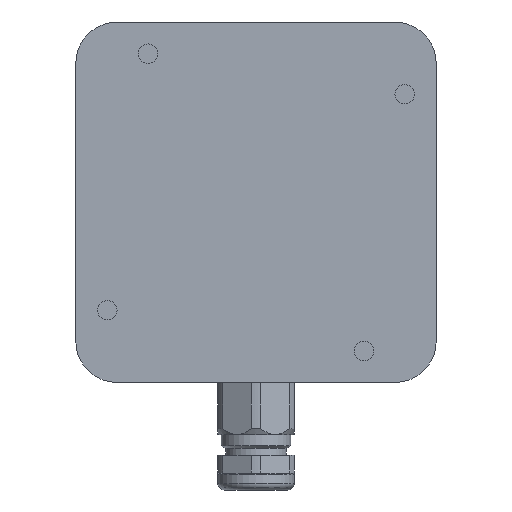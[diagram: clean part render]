
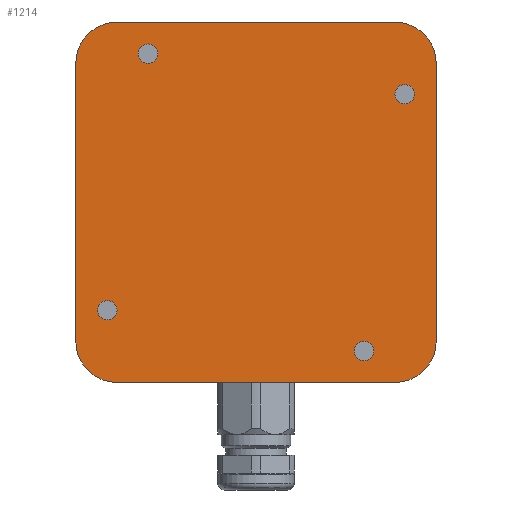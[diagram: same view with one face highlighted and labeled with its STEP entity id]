
A CAD part, front view. The second image highlights one B-rep face of the part: STEP entity #1214.
In plain terms, the highlighted planar face has unit normal (0, -1, 0).
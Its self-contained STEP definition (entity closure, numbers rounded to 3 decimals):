
#2=CARTESIAN_POINT('',(-20.,0.,20.));
#3=DIRECTION('',(0.,-1.,0.));
#4=DIRECTION('',(0.,0.,1.));
#5=AXIS2_PLACEMENT_3D('',#2,#3,#4);
#7=DIRECTION('',(1.,0.,0.));
#8=VECTOR('',#7,40.);
#9=CARTESIAN_POINT('',(-20.,0.,26.));
#10=LINE('',#9,#8);
#11=CARTESIAN_POINT('',(20.,0.,20.));
#12=DIRECTION('',(0.,-1.,0.));
#13=DIRECTION('',(1.,0.,0.));
#14=AXIS2_PLACEMENT_3D('',#11,#12,#13);
#16=DIRECTION('',(0.,0.,-1.));
#17=VECTOR('',#16,40.);
#18=CARTESIAN_POINT('',(26.,0.,20.));
#19=LINE('',#18,#17);
#20=CARTESIAN_POINT('',(20.,0.,-20.));
#21=DIRECTION('',(0.,-1.,0.));
#22=DIRECTION('',(0.,0.,-1.));
#23=AXIS2_PLACEMENT_3D('',#20,#21,#22);
#25=DIRECTION('',(-1.,0.,0.));
#26=VECTOR('',#25,40.);
#27=CARTESIAN_POINT('',(20.,0.,-26.));
#28=LINE('',#27,#26);
#29=CARTESIAN_POINT('',(-20.,0.,-20.));
#30=DIRECTION('',(0.,-1.,0.));
#31=DIRECTION('',(-1.,0.,0.));
#32=AXIS2_PLACEMENT_3D('',#29,#30,#31);
#34=DIRECTION('',(0.,0.,1.));
#35=VECTOR('',#34,40.);
#36=CARTESIAN_POINT('',(-26.,0.,-20.));
#37=LINE('',#36,#35);
#38=CARTESIAN_POINT('',(-21.439,0.,-15.576));
#39=DIRECTION('',(0.,1.,0.));
#40=DIRECTION('',(1.,0.,0.));
#41=AXIS2_PLACEMENT_3D('',#38,#39,#40);
#43=CARTESIAN_POINT('',(-21.439,0.,-15.576));
#44=DIRECTION('',(0.,1.,0.));
#45=DIRECTION('',(-1.,0.,0.));
#46=AXIS2_PLACEMENT_3D('',#43,#44,#45);
#48=CARTESIAN_POINT('',(-15.576,0.,21.439));
#49=DIRECTION('',(0.,1.,0.));
#50=DIRECTION('',(0.,0.,-1.));
#51=AXIS2_PLACEMENT_3D('',#48,#49,#50);
#53=CARTESIAN_POINT('',(-15.576,0.,21.439));
#54=DIRECTION('',(0.,1.,0.));
#55=DIRECTION('',(0.,0.,1.));
#56=AXIS2_PLACEMENT_3D('',#53,#54,#55);
#58=CARTESIAN_POINT('',(21.439,0.,15.576));
#59=DIRECTION('',(0.,1.,0.));
#60=DIRECTION('',(-1.,0.,0.));
#61=AXIS2_PLACEMENT_3D('',#58,#59,#60);
#63=CARTESIAN_POINT('',(21.439,0.,15.576));
#64=DIRECTION('',(0.,1.,0.));
#65=DIRECTION('',(1.,0.,0.));
#66=AXIS2_PLACEMENT_3D('',#63,#64,#65);
#68=CARTESIAN_POINT('',(15.576,0.,-21.439));
#69=DIRECTION('',(0.,1.,0.));
#70=DIRECTION('',(0.,0.,1.));
#71=AXIS2_PLACEMENT_3D('',#68,#69,#70);
#73=CARTESIAN_POINT('',(15.576,0.,-21.439));
#74=DIRECTION('',(0.,1.,0.));
#75=DIRECTION('',(0.,0.,-1.));
#76=AXIS2_PLACEMENT_3D('',#73,#74,#75);
#1011=CARTESIAN_POINT('',(-20.,0.,26.));
#1012=CARTESIAN_POINT('',(-26.,0.,20.));
#1013=VERTEX_POINT('',#1011);
#1014=VERTEX_POINT('',#1012);
#1019=CARTESIAN_POINT('',(-26.,0.,-20.));
#1020=CARTESIAN_POINT('',(-20.,0.,-26.));
#1021=VERTEX_POINT('',#1019);
#1022=VERTEX_POINT('',#1020);
#1027=CARTESIAN_POINT('',(20.,0.,-26.));
#1028=CARTESIAN_POINT('',(26.,0.,-20.));
#1029=VERTEX_POINT('',#1027);
#1030=VERTEX_POINT('',#1028);
#1035=CARTESIAN_POINT('',(26.,0.,20.));
#1036=CARTESIAN_POINT('',(20.,0.,26.));
#1037=VERTEX_POINT('',#1035);
#1038=VERTEX_POINT('',#1036);
#1111=CARTESIAN_POINT('',(-20.039,0.,-15.576));
#1112=CARTESIAN_POINT('',(-22.839,0.,-15.576));
#1113=VERTEX_POINT('',#1111);
#1114=VERTEX_POINT('',#1112);
#1127=CARTESIAN_POINT('',(-15.576,0.,20.039));
#1128=CARTESIAN_POINT('',(-15.576,0.,22.839));
#1129=VERTEX_POINT('',#1127);
#1130=VERTEX_POINT('',#1128);
#1143=CARTESIAN_POINT('',(20.039,0.,15.576));
#1144=CARTESIAN_POINT('',(22.839,0.,15.576));
#1145=VERTEX_POINT('',#1143);
#1146=VERTEX_POINT('',#1144);
#1159=CARTESIAN_POINT('',(15.576,0.,-20.039));
#1160=CARTESIAN_POINT('',(15.576,0.,-22.839));
#1161=VERTEX_POINT('',#1159);
#1162=VERTEX_POINT('',#1160);
#1167=CARTESIAN_POINT('',(0.,0.,0.));
#1168=DIRECTION('',(0.,1.,0.));
#1169=DIRECTION('',(1.,0.,0.));
#1170=AXIS2_PLACEMENT_3D('',#1167,#1168,#1169);
#1171=PLANE('',#1170);
#1173=ORIENTED_EDGE('',*,*,#1172,.F.);
#1175=ORIENTED_EDGE('',*,*,#1174,.T.);
#1177=ORIENTED_EDGE('',*,*,#1176,.F.);
#1179=ORIENTED_EDGE('',*,*,#1178,.T.);
#1181=ORIENTED_EDGE('',*,*,#1180,.F.);
#1183=ORIENTED_EDGE('',*,*,#1182,.T.);
#1185=ORIENTED_EDGE('',*,*,#1184,.F.);
#1187=ORIENTED_EDGE('',*,*,#1186,.T.);
#1188=EDGE_LOOP('',(#1173,#1175,#1177,#1179,#1181,#1183,#1185,#1187));
#1189=FACE_OUTER_BOUND('',#1188,.F.);
#1191=ORIENTED_EDGE('',*,*,#1190,.F.);
#1193=ORIENTED_EDGE('',*,*,#1192,.F.);
#1194=EDGE_LOOP('',(#1191,#1193));
#1195=FACE_BOUND('',#1194,.F.);
#1197=ORIENTED_EDGE('',*,*,#1196,.F.);
#1199=ORIENTED_EDGE('',*,*,#1198,.F.);
#1200=EDGE_LOOP('',(#1197,#1199));
#1201=FACE_BOUND('',#1200,.F.);
#1203=ORIENTED_EDGE('',*,*,#1202,.F.);
#1205=ORIENTED_EDGE('',*,*,#1204,.F.);
#1206=EDGE_LOOP('',(#1203,#1205));
#1207=FACE_BOUND('',#1206,.F.);
#1209=ORIENTED_EDGE('',*,*,#1208,.F.);
#1211=ORIENTED_EDGE('',*,*,#1210,.F.);
#1212=EDGE_LOOP('',(#1209,#1211));
#1213=FACE_BOUND('',#1212,.F.);
#1214=ADVANCED_FACE('',(#1189,#1195,#1201,#1207,#1213),#1171,.F.);
#6=CIRCLE('',#5,6.);
#15=CIRCLE('',#14,6.);
#24=CIRCLE('',#23,6.);
#33=CIRCLE('',#32,6.);
#42=CIRCLE('',#41,1.4);
#47=CIRCLE('',#46,1.4);
#52=CIRCLE('',#51,1.4);
#57=CIRCLE('',#56,1.4);
#62=CIRCLE('',#61,1.4);
#67=CIRCLE('',#66,1.4);
#72=CIRCLE('',#71,1.4);
#77=CIRCLE('',#76,1.4);
#1172=EDGE_CURVE('',#1013,#1014,#6,.T.);
#1174=EDGE_CURVE('',#1013,#1038,#10,.T.);
#1176=EDGE_CURVE('',#1037,#1038,#15,.T.);
#1178=EDGE_CURVE('',#1037,#1030,#19,.T.);
#1180=EDGE_CURVE('',#1029,#1030,#24,.T.);
#1182=EDGE_CURVE('',#1029,#1022,#28,.T.);
#1184=EDGE_CURVE('',#1021,#1022,#33,.T.);
#1186=EDGE_CURVE('',#1021,#1014,#37,.T.);
#1190=EDGE_CURVE('',#1113,#1114,#42,.T.);
#1192=EDGE_CURVE('',#1114,#1113,#47,.T.);
#1196=EDGE_CURVE('',#1129,#1130,#52,.T.);
#1198=EDGE_CURVE('',#1130,#1129,#57,.T.);
#1202=EDGE_CURVE('',#1145,#1146,#62,.T.);
#1204=EDGE_CURVE('',#1146,#1145,#67,.T.);
#1208=EDGE_CURVE('',#1161,#1162,#72,.T.);
#1210=EDGE_CURVE('',#1162,#1161,#77,.T.);
